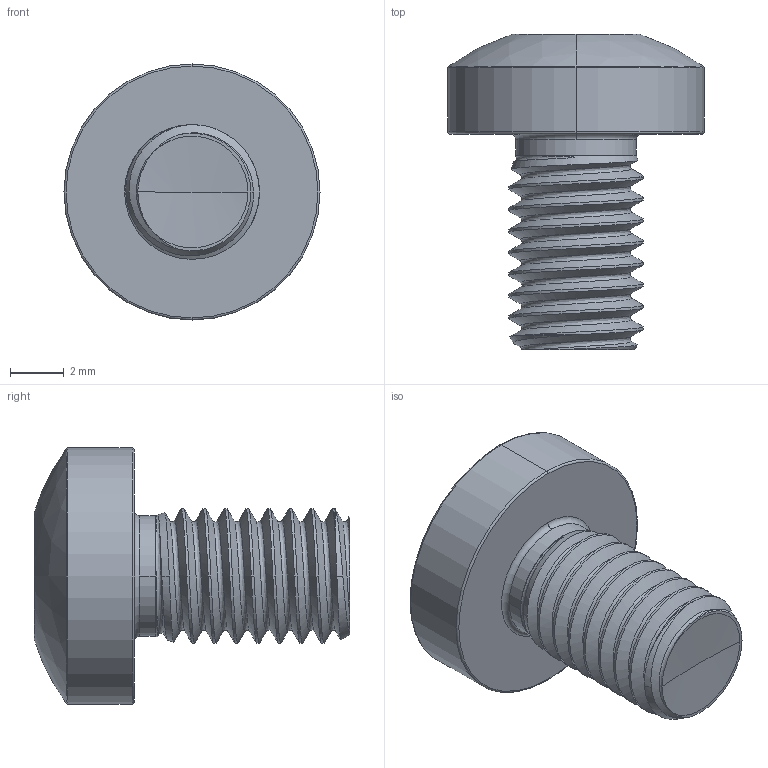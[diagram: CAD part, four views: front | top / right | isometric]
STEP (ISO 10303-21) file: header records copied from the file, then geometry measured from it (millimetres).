
FILE_DESCRIPTION (( 'STEP AP203' ), '1' );
FILE_NAME ('STM390500080.STEP', '2020-12-23T16:49:28', ( '' ), ( '' ), 'SwSTEP 2.0', 'SolidWorks 2015', '' );
FILE_SCHEMA (( 'CONFIG_CONTROL_DESIGN' ));
Length unit declared in the file: millimetre
Products named in the file (2): STM390500080
Bounding box: 9.5 x 11.7 x 9.5 mm (x, y, z)
Volume: 330 mm3; surface area: 427.3 mm2
Topology: 1 solids, 1 shells, 89 faces, 227 edges, 140 vertices
Faces by surface type: cylinder 39, bspline 18, torus 13, cone 12, sphere 4, plane 3
Entity records: 13160 total; most frequent: CARTESIAN_POINT 11146, ORIENTED_EDGE 450, DIRECTION 322, EDGE_CURVE 225, VERTEX_POINT 140, AXIS2_PLACEMENT_3D 137, EDGE_LOOP 91, ADVANCED_FACE 89
